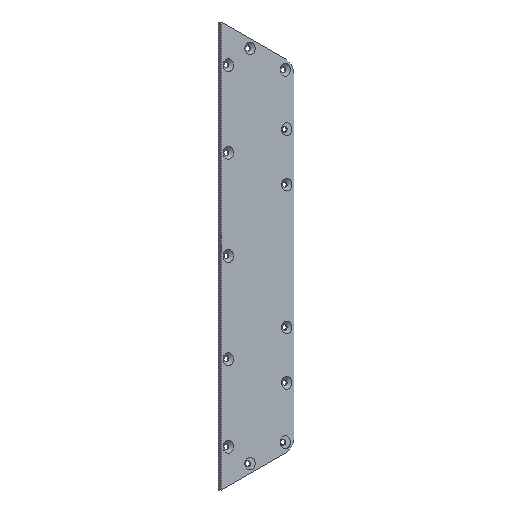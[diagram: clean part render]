
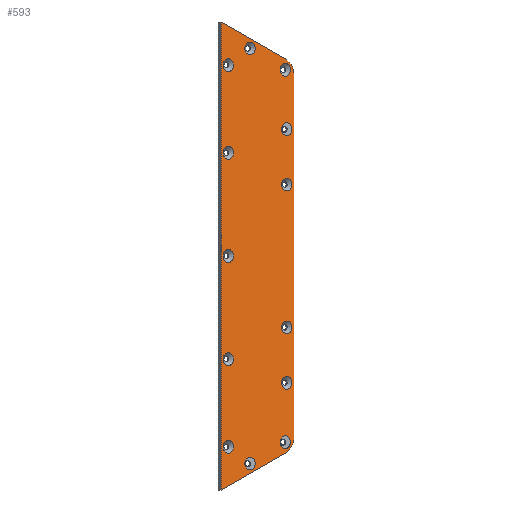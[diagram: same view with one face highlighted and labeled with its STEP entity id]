
A CAD part, front view. The second image highlights one B-rep face of the part: STEP entity #593.
In plain terms, the highlighted planar face has unit normal (0.567, -0.824, 0).
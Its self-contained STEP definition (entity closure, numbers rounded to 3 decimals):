
#30=FACE_BOUND('',#102,.T.);
#31=FACE_BOUND('',#103,.T.);
#32=FACE_BOUND('',#104,.T.);
#33=FACE_BOUND('',#105,.T.);
#34=FACE_BOUND('',#106,.T.);
#35=FACE_BOUND('',#107,.T.);
#36=FACE_BOUND('',#108,.T.);
#37=FACE_BOUND('',#109,.T.);
#38=FACE_BOUND('',#110,.T.);
#39=FACE_BOUND('',#111,.T.);
#40=FACE_BOUND('',#112,.T.);
#41=FACE_BOUND('',#113,.T.);
#42=FACE_BOUND('',#114,.T.);
#56=ELLIPSE('',#632,12.138,10.);
#57=ELLIPSE('',#633,12.138,10.);
#60=PLANE('',#631);
#67=FACE_OUTER_BOUND('',#101,.T.);
#101=EDGE_LOOP('',(#417,#418,#419,#420,#421,#422));
#102=EDGE_LOOP('',(#423));
#103=EDGE_LOOP('',(#424));
#104=EDGE_LOOP('',(#425));
#105=EDGE_LOOP('',(#426));
#106=EDGE_LOOP('',(#427));
#107=EDGE_LOOP('',(#428));
#108=EDGE_LOOP('',(#429));
#109=EDGE_LOOP('',(#430));
#110=EDGE_LOOP('',(#431));
#111=EDGE_LOOP('',(#432));
#112=EDGE_LOOP('',(#433));
#113=EDGE_LOOP('',(#434));
#114=EDGE_LOOP('',(#435));
#161=LINE('',#907,#201);
#162=LINE('',#909,#202);
#163=LINE('',#911,#203);
#164=LINE('',#914,#204);
#201=VECTOR('',#716,10.);
#202=VECTOR('',#717,10.);
#203=VECTOR('',#718,10.);
#204=VECTOR('',#721,10.);
#240=CIRCLE('',#629,3.65);
#242=CIRCLE('',#634,3.65);
#243=CIRCLE('',#635,3.65);
#244=CIRCLE('',#636,3.65);
#245=CIRCLE('',#637,3.65);
#246=CIRCLE('',#638,3.65);
#247=CIRCLE('',#639,3.65);
#248=CIRCLE('',#640,3.65);
#249=CIRCLE('',#641,3.65);
#250=CIRCLE('',#642,3.65);
#251=CIRCLE('',#643,3.65);
#252=CIRCLE('',#644,3.65);
#253=CIRCLE('',#645,3.65);
#279=VERTEX_POINT('',#897);
#281=VERTEX_POINT('',#903);
#282=VERTEX_POINT('',#904);
#283=VERTEX_POINT('',#906);
#284=VERTEX_POINT('',#908);
#285=VERTEX_POINT('',#910);
#286=VERTEX_POINT('',#912);
#287=VERTEX_POINT('',#915);
#288=VERTEX_POINT('',#917);
#289=VERTEX_POINT('',#919);
#290=VERTEX_POINT('',#921);
#291=VERTEX_POINT('',#923);
#292=VERTEX_POINT('',#925);
#293=VERTEX_POINT('',#927);
#294=VERTEX_POINT('',#929);
#295=VERTEX_POINT('',#931);
#296=VERTEX_POINT('',#933);
#297=VERTEX_POINT('',#935);
#298=VERTEX_POINT('',#937);
#330=EDGE_CURVE('',#279,#279,#240,.T.);
#333=EDGE_CURVE('',#281,#282,#56,.T.);
#334=EDGE_CURVE('',#282,#283,#161,.T.);
#335=EDGE_CURVE('',#283,#284,#162,.T.);
#336=EDGE_CURVE('',#284,#285,#163,.T.);
#337=EDGE_CURVE('',#285,#286,#57,.T.);
#338=EDGE_CURVE('',#286,#281,#164,.T.);
#339=EDGE_CURVE('',#287,#287,#242,.T.);
#340=EDGE_CURVE('',#288,#288,#243,.T.);
#341=EDGE_CURVE('',#289,#289,#244,.T.);
#342=EDGE_CURVE('',#290,#290,#245,.T.);
#343=EDGE_CURVE('',#291,#291,#246,.T.);
#344=EDGE_CURVE('',#292,#292,#247,.T.);
#345=EDGE_CURVE('',#293,#293,#248,.T.);
#346=EDGE_CURVE('',#294,#294,#249,.T.);
#347=EDGE_CURVE('',#295,#295,#250,.T.);
#348=EDGE_CURVE('',#296,#296,#251,.T.);
#349=EDGE_CURVE('',#297,#297,#252,.T.);
#350=EDGE_CURVE('',#298,#298,#253,.T.);
#417=ORIENTED_EDGE('',*,*,#333,.T.);
#418=ORIENTED_EDGE('',*,*,#334,.T.);
#419=ORIENTED_EDGE('',*,*,#335,.T.);
#420=ORIENTED_EDGE('',*,*,#336,.T.);
#421=ORIENTED_EDGE('',*,*,#337,.T.);
#422=ORIENTED_EDGE('',*,*,#338,.T.);
#423=ORIENTED_EDGE('',*,*,#339,.F.);
#424=ORIENTED_EDGE('',*,*,#340,.F.);
#425=ORIENTED_EDGE('',*,*,#341,.F.);
#426=ORIENTED_EDGE('',*,*,#342,.F.);
#427=ORIENTED_EDGE('',*,*,#343,.F.);
#428=ORIENTED_EDGE('',*,*,#344,.F.);
#429=ORIENTED_EDGE('',*,*,#345,.F.);
#430=ORIENTED_EDGE('',*,*,#346,.F.);
#431=ORIENTED_EDGE('',*,*,#347,.F.);
#432=ORIENTED_EDGE('',*,*,#348,.F.);
#433=ORIENTED_EDGE('',*,*,#349,.F.);
#434=ORIENTED_EDGE('',*,*,#350,.F.);
#435=ORIENTED_EDGE('',*,*,#330,.F.);
#593=ADVANCED_FACE('',(#67,#30,#31,#32,#33,#34,#35,#36,#37,#38,#39,#40,
#41,#42),#60,.T.);
#629=AXIS2_PLACEMENT_3D('',#898,#707,#708);
#631=AXIS2_PLACEMENT_3D('',#902,#712,#713);
#632=AXIS2_PLACEMENT_3D('',#905,#714,#715);
#633=AXIS2_PLACEMENT_3D('',#913,#719,#720);
#634=AXIS2_PLACEMENT_3D('',#916,#722,#723);
#635=AXIS2_PLACEMENT_3D('',#918,#724,#725);
#636=AXIS2_PLACEMENT_3D('',#920,#726,#727);
#637=AXIS2_PLACEMENT_3D('',#922,#728,#729);
#638=AXIS2_PLACEMENT_3D('',#924,#730,#731);
#639=AXIS2_PLACEMENT_3D('',#926,#732,#733);
#640=AXIS2_PLACEMENT_3D('',#928,#734,#735);
#641=AXIS2_PLACEMENT_3D('',#930,#736,#737);
#642=AXIS2_PLACEMENT_3D('',#932,#738,#739);
#643=AXIS2_PLACEMENT_3D('',#934,#740,#741);
#644=AXIS2_PLACEMENT_3D('',#936,#742,#743);
#645=AXIS2_PLACEMENT_3D('',#938,#744,#745);
#707=DIRECTION('center_axis',(0.567,-0.824,0.));
#708=DIRECTION('ref_axis',(0.,0.,-1.));
#712=DIRECTION('center_axis',(0.567,-0.824,0.));
#713=DIRECTION('ref_axis',(0.,0.,-1.));
#714=DIRECTION('center_axis',(0.567,-0.824,0.));
#715=DIRECTION('ref_axis',(0.824,0.567,0.));
#716=DIRECTION('',(-0.744,-0.512,0.43));
#717=DIRECTION('',(0.,0.,-1.));
#718=DIRECTION('',(0.744,0.512,0.43));
#719=DIRECTION('center_axis',(0.567,-0.824,0.));
#720=DIRECTION('ref_axis',(0.824,0.567,0.));
#721=DIRECTION('',(0.,0.,1.));
#722=DIRECTION('center_axis',(0.567,-0.824,0.));
#723=DIRECTION('ref_axis',(0.,0.,-1.));
#724=DIRECTION('center_axis',(0.567,-0.824,0.));
#725=DIRECTION('ref_axis',(0.,0.,-1.));
#726=DIRECTION('center_axis',(0.567,-0.824,0.));
#727=DIRECTION('ref_axis',(0.,0.,-1.));
#728=DIRECTION('center_axis',(0.567,-0.824,0.));
#729=DIRECTION('ref_axis',(0.,0.,-1.));
#730=DIRECTION('center_axis',(0.567,-0.824,0.));
#731=DIRECTION('ref_axis',(0.,0.,-1.));
#732=DIRECTION('center_axis',(0.567,-0.824,0.));
#733=DIRECTION('ref_axis',(0.,0.,-1.));
#734=DIRECTION('center_axis',(0.567,-0.824,0.));
#735=DIRECTION('ref_axis',(0.,0.,-1.));
#736=DIRECTION('center_axis',(0.567,-0.824,0.));
#737=DIRECTION('ref_axis',(0.,0.,-1.));
#738=DIRECTION('center_axis',(0.567,-0.824,0.));
#739=DIRECTION('ref_axis',(0.,0.,-1.));
#740=DIRECTION('center_axis',(0.567,-0.824,0.));
#741=DIRECTION('ref_axis',(0.,0.,-1.));
#742=DIRECTION('center_axis',(0.567,-0.824,0.));
#743=DIRECTION('ref_axis',(0.,0.,-1.));
#744=DIRECTION('center_axis',(0.567,-0.824,0.));
#745=DIRECTION('ref_axis',(0.,0.,-1.));
#897=CARTESIAN_POINT('',(212.781,23.244,75.9));
#898=CARTESIAN_POINT('Origin',(212.781,23.244,72.25));
#902=CARTESIAN_POINT('Origin',(196.15,11.803,0.));
#903=CARTESIAN_POINT('',(216.9,26.078,103.626));
#904=CARTESIAN_POINT('',(211.9,22.639,112.286));
#905=CARTESIAN_POINT('Origin',(206.9,19.199,103.626));
#906=CARTESIAN_POINT('',(175.4,-2.472,133.359));
#907=CARTESIAN_POINT('',(211.9,22.639,112.286));
#908=CARTESIAN_POINT('',(175.4,-2.472,-133.359));
#909=CARTESIAN_POINT('',(175.4,-2.472,133.359));
#910=CARTESIAN_POINT('',(211.9,22.639,-112.286));
#911=CARTESIAN_POINT('',(175.4,-2.472,-133.359));
#912=CARTESIAN_POINT('',(216.9,26.078,-103.626));
#913=CARTESIAN_POINT('Origin',(206.9,19.199,-103.626));
#914=CARTESIAN_POINT('',(216.9,26.078,-103.626));
#915=CARTESIAN_POINT('',(211.951,22.674,109.776));
#916=CARTESIAN_POINT('Origin',(211.951,22.674,106.126));
#917=CARTESIAN_POINT('',(179.52,0.362,112.43));
#918=CARTESIAN_POINT('Origin',(179.52,0.362,108.78));
#919=CARTESIAN_POINT('',(179.52,0.362,3.65));
#920=CARTESIAN_POINT('Origin',(179.52,0.362,0.));
#921=CARTESIAN_POINT('',(212.781,23.244,-37.05));
#922=CARTESIAN_POINT('Origin',(212.781,23.244,-40.7));
#923=CARTESIAN_POINT('',(211.947,22.671,-102.476));
#924=CARTESIAN_POINT('Origin',(211.947,22.671,-106.126));
#925=CARTESIAN_POINT('',(179.52,0.362,-105.13));
#926=CARTESIAN_POINT('Origin',(179.52,0.362,-108.78));
#927=CARTESIAN_POINT('',(179.52,0.362,-55.13));
#928=CARTESIAN_POINT('Origin',(179.52,0.362,-58.78));
#929=CARTESIAN_POINT('',(191.881,8.866,-114.657));
#930=CARTESIAN_POINT('Origin',(191.881,8.866,-118.307));
#931=CARTESIAN_POINT('',(212.781,23.244,-68.6));
#932=CARTESIAN_POINT('Origin',(212.781,23.244,-72.25));
#933=CARTESIAN_POINT('',(212.781,23.244,44.35));
#934=CARTESIAN_POINT('Origin',(212.781,23.244,40.7));
#935=CARTESIAN_POINT('',(179.52,0.362,62.43));
#936=CARTESIAN_POINT('Origin',(179.52,0.362,58.78));
#937=CARTESIAN_POINT('',(191.881,8.866,121.957));
#938=CARTESIAN_POINT('Origin',(191.881,8.866,118.307));
